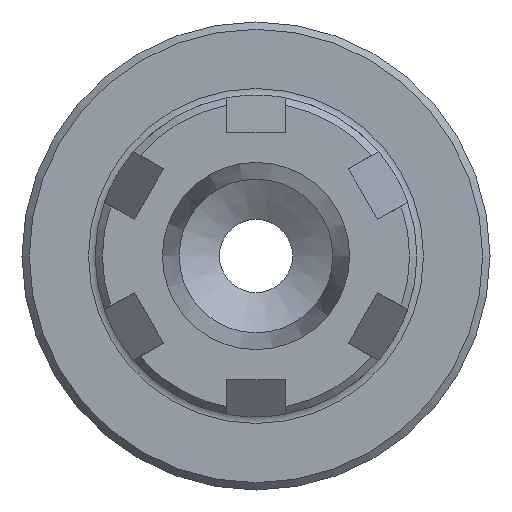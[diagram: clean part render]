
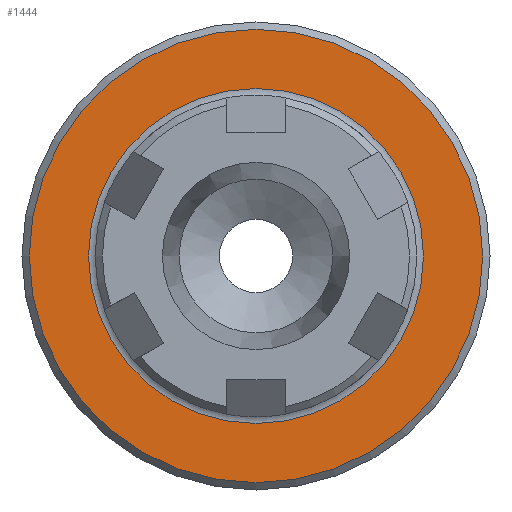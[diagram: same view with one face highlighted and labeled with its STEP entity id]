
A CAD part, front view. The second image highlights one B-rep face of the part: STEP entity #1444.
In plain terms, the highlighted face is planar.
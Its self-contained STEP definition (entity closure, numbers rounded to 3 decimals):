
#317=VERTEX_POINT('',#2233);
#318=VERTEX_POINT('',#2235);
#458=CIRCLE('',#1541,11.45);
#459=CIRCLE('',#1542,15.5);
#575=EDGE_CURVE('',#317,#317,#458,.T.);
#576=EDGE_CURVE('',#318,#318,#459,.T.);
#797=ORIENTED_EDGE('',*,*,#575,.T.);
#798=ORIENTED_EDGE('',*,*,#576,.F.);
#1235=EDGE_LOOP('',(#797));
#1236=EDGE_LOOP('',(#798));
#1340=FACE_BOUND('',#1235,.T.);
#1341=FACE_BOUND('',#1236,.T.);
#1444=ADVANCED_FACE('',(#1340,#1341),#2660,.T.);
#1540=AXIS2_PLACEMENT_3D('',#2231,#1763,$);
#1541=AXIS2_PLACEMENT_3D('',#2232,#1764,#1765);
#1542=AXIS2_PLACEMENT_3D('',#2234,#1766,#1767);
#1763=DIRECTION('',(0.,0.,-1.));
#1764=DIRECTION('',(0.,0.,1.));
#1765=DIRECTION('',(-11.45,0.,0.));
#1766=DIRECTION('',(0.,0.,1.));
#1767=DIRECTION('',(15.5,0.,0.));
#2231=CARTESIAN_POINT('',(16.15,0.,-20.));
#2232=CARTESIAN_POINT('',(0.,0.,-20.));
#2233=CARTESIAN_POINT('',(-11.45,0.,-20.));
#2234=CARTESIAN_POINT('',(0.,0.,-20.));
#2235=CARTESIAN_POINT('',(15.5,0.,-20.));
#2660=PLANE('',#1540);
